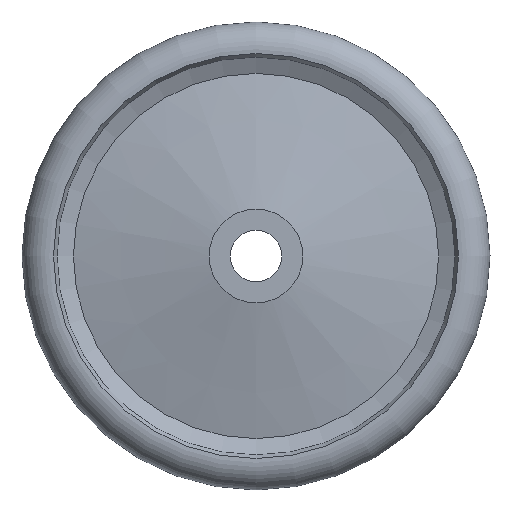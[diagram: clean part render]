
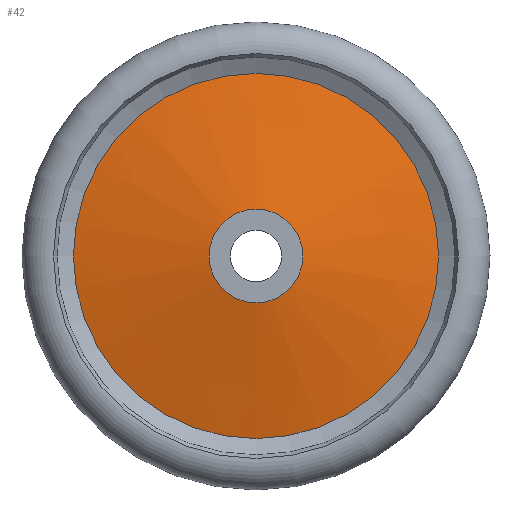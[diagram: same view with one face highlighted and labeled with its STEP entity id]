
A CAD part, left-side view. The second image highlights one B-rep face of the part: STEP entity #42.
In plain terms, the highlighted conical face has half-angle 77.838 degrees and reference radius 78 mm.
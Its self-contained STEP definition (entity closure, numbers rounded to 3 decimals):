
#42 = ADVANCED_FACE( '', ( #89, #90 ), #91, .T. );
#89 = FACE_BOUND( '', #145, .T. );
#90 = FACE_OUTER_BOUND( '', #146, .T. );
#91 = CONICAL_SURFACE( '', #147, 78., 1.359 );
#145 = EDGE_LOOP( '', ( #201 ) );
#146 = EDGE_LOOP( '', ( #202 ) );
#147 = AXIS2_PLACEMENT_3D( '', #203, #204, #205 );
#201 = ORIENTED_EDGE( '', *, *, #263, .F. );
#202 = ORIENTED_EDGE( '', *, *, #265, .T. );
#203 = CARTESIAN_POINT( '', ( 27., 0., 0. ) );
#204 = DIRECTION( '', ( 1., 0., 0. ) );
#205 = DIRECTION( '', ( 0., 0., -1. ) );
#263 = EDGE_CURVE( '', #293, #293, #294, .T. );
#265 = EDGE_CURVE( '', #296, #296, #297, .T. );
#293 = VERTEX_POINT( '', #329 );
#294 = CIRCLE( '', #330, 20. );
#296 = VERTEX_POINT( '', #332 );
#297 = CIRCLE( '', #333, 78. );
#329 = CARTESIAN_POINT( '', ( 14.5, 0., 20. ) );
#330 = AXIS2_PLACEMENT_3D( '', #367, #368, #369 );
#332 = CARTESIAN_POINT( '', ( 27., 0., 78. ) );
#333 = AXIS2_PLACEMENT_3D( '', #370, #371, #372 );
#367 = CARTESIAN_POINT( '', ( 14.5, 0., 0. ) );
#368 = DIRECTION( '', ( -1., 0., 0. ) );
#369 = DIRECTION( '', ( 0., 0., 1. ) );
#370 = CARTESIAN_POINT( '', ( 27., 0., 0. ) );
#371 = DIRECTION( '', ( -1., 0., 0. ) );
#372 = DIRECTION( '', ( 0., 0., 1. ) );
